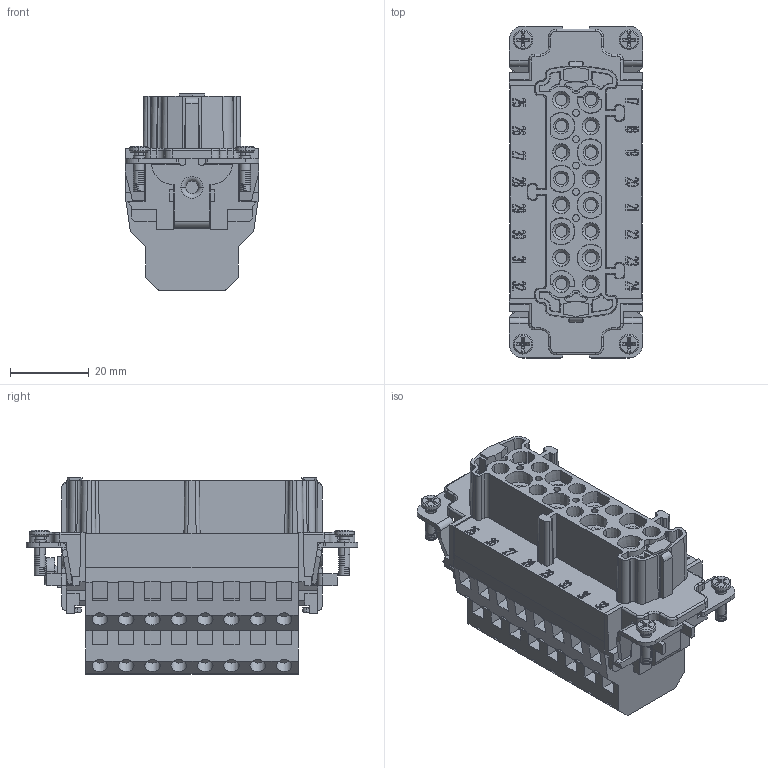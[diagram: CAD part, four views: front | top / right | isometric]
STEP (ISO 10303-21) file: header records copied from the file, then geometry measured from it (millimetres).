
FILE_DESCRIPTION((''),'2;1');
FILE_NAME('16-F','2017-07-28T',('tl.yang'),(''),'PRO/ENGINEER BY PARAMETRIC TECHNOLOGY CORPORATION, 2011500','PRO/ENGINEER BY PARAMETRIC TECHNOLOGY CORPORATION, 2011500','');
FILE_SCHEMA(('CONFIG_CONTROL_DESIGN'));
Products named in the file (1): 16-F
Bounding box: 34 x 84.5 x 49.96 mm (x, y, z)
Volume: 68033.4 mm3; surface area: 26659.2 mm2
Topology: 1 solids, 2 shells, 3637 faces, 10668 edges, 7171 vertices
Faces by surface type: plane 3104, cylinder 325, cone 158, bspline 32, torus 18
Entity records: 122064 total; most frequent: CARTESIAN_POINT 25130, ORIENTED_EDGE 21336, DIRECTION 18320, EDGE_CURVE 10668, VECTOR 9350, LINE 9350, VERTEX_POINT 7171, AXIS2_PLACEMENT_3D 4485
